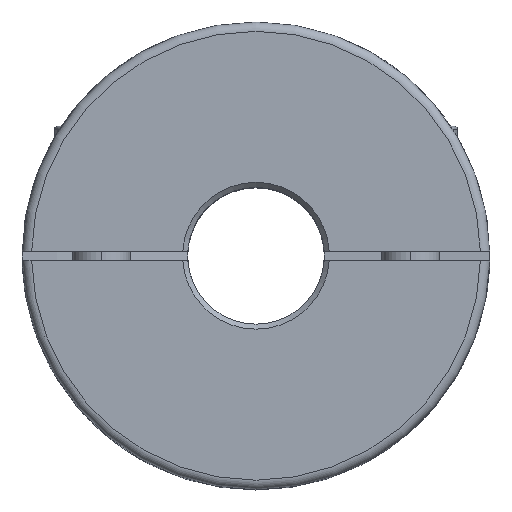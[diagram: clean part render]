
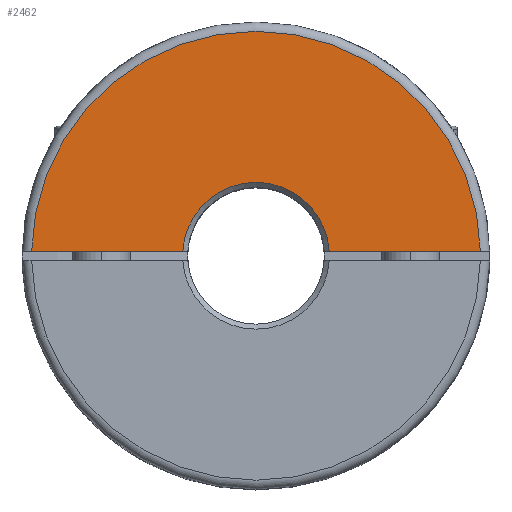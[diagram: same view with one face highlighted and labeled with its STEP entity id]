
A CAD part, top view. The second image highlights one B-rep face of the part: STEP entity #2462.
In plain terms, the highlighted planar face has unit normal (0, 0, 1).
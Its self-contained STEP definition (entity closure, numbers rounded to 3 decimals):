
#131 = DIRECTION ( 'NONE',  ( 0., 0., 1. ) ) ;
#378 = LINE ( 'NONE', #2289, #3802 ) ;
#453 = DIRECTION ( 'NONE',  ( 0., 0., -1. ) ) ;
#602 = LINE ( 'NONE', #1883, #998 ) ;
#776 = CIRCLE ( 'NONE', #913, 31.2 ) ;
#913 = AXIS2_PLACEMENT_3D ( 'NONE', #5458, #7365, #3010 ) ;
#954 = EDGE_CURVE ( 'NONE', #2019, #7842, #378, .T. ) ;
#988 = CARTESIAN_POINT ( 'NONE',  ( -10.179, 0.65, 26.25 ) ) ;
#998 = VECTOR ( 'NONE', #3834, 1000. ) ;
#1072 = VERTEX_POINT ( 'NONE', #4402 ) ;
#1743 = EDGE_CURVE ( 'NONE', #2019, #1072, #776, .T. ) ;
#1883 = CARTESIAN_POINT ( 'NONE',  ( 0., 0.65, 26.25 ) ) ;
#2019 = VERTEX_POINT ( 'NONE', #5490 ) ;
#2289 = CARTESIAN_POINT ( 'NONE',  ( 0., 0.65, 26.25 ) ) ;
#2458 = EDGE_CURVE ( 'NONE', #7285, #7842, #7802, .T. ) ;
#2462 = ADVANCED_FACE ( 'NONE', ( #4898 ), #7414, .T. ) ;
#2979 = CARTESIAN_POINT ( 'NONE',  ( 0., 0., 26.25 ) ) ;
#3010 = DIRECTION ( 'NONE',  ( 1., 0., 0. ) ) ;
#3082 = CARTESIAN_POINT ( 'NONE',  ( 10.179, 0.65, 26.25 ) ) ;
#3802 = VECTOR ( 'NONE', #4819, 1000. ) ;
#3834 = DIRECTION ( 'NONE',  ( -1., 0., 0. ) ) ;
#3952 = ORIENTED_EDGE ( 'NONE', *, *, #6511, .F. ) ;
#3956 = AXIS2_PLACEMENT_3D ( 'NONE', #5845, #131, #7760 ) ;
#4402 = CARTESIAN_POINT ( 'NONE',  ( -31.193, 0.65, 26.25 ) ) ;
#4819 = DIRECTION ( 'NONE',  ( -1., 0., 0. ) ) ;
#4898 = FACE_OUTER_BOUND ( 'NONE', #7499, .T. ) ;
#5458 = CARTESIAN_POINT ( 'NONE',  ( 0., 0., 26.25 ) ) ;
#5490 = CARTESIAN_POINT ( 'NONE',  ( 31.193, 0.65, 26.25 ) ) ;
#5511 = DIRECTION ( 'NONE',  ( 1., 0., 0. ) ) ;
#5520 = ORIENTED_EDGE ( 'NONE', *, *, #954, .F. ) ;
#5701 = ORIENTED_EDGE ( 'NONE', *, *, #2458, .T. ) ;
#5845 = CARTESIAN_POINT ( 'NONE',  ( 0., 0., 26.25 ) ) ;
#6511 = EDGE_CURVE ( 'NONE', #7285, #1072, #602, .T. ) ;
#7285 = VERTEX_POINT ( 'NONE', #988 ) ;
#7365 = DIRECTION ( 'NONE',  ( 0., 0., 1. ) ) ;
#7414 = PLANE ( 'NONE',  #3956 ) ;
#7499 = EDGE_LOOP ( 'NONE', ( #5520, #7531, #3952, #5701 ) ) ;
#7520 = AXIS2_PLACEMENT_3D ( 'NONE', #2979, #453, #5511 ) ;
#7531 = ORIENTED_EDGE ( 'NONE', *, *, #1743, .T. ) ;
#7760 = DIRECTION ( 'NONE',  ( 1., 0., 0. ) ) ;
#7802 = CIRCLE ( 'NONE', #7520, 10.2 ) ;
#7842 = VERTEX_POINT ( 'NONE', #3082 ) ;
